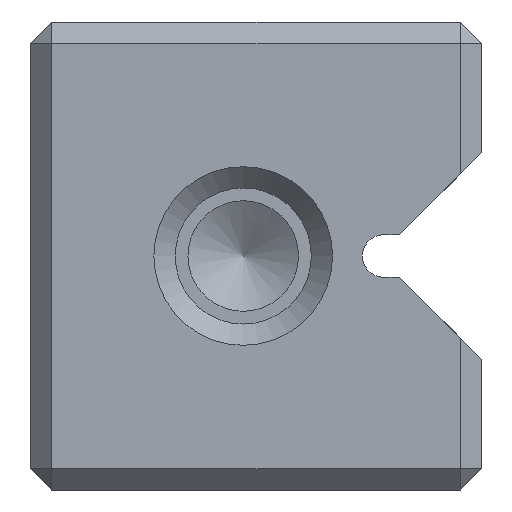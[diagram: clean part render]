
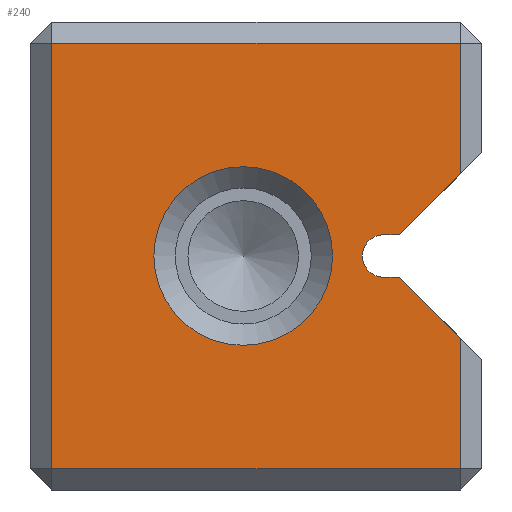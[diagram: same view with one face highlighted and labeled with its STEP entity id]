
A CAD part, left-side view. The second image highlights one B-rep face of the part: STEP entity #240.
In plain terms, the highlighted planar face has unit normal (-1, 0, 0).
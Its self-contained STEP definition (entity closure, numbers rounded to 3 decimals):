
#80=CIRCLE('',#1143,2.1);
#81=CIRCLE('',#1144,0.5);
#135=FACE_BOUND('',#398,.T.);
#136=FACE_BOUND('',#399,.T.);
#240=ADVANCED_FACE('',(#135,#136),#319,.T.);
#319=PLANE('',#1145);
#398=EDGE_LOOP('',(#545));
#399=EDGE_LOOP('',(#546,#547,#548,#549,#550,#551,#552,#553,#554,#555));
#545=ORIENTED_EDGE('',*,*,#887,.T.);
#546=ORIENTED_EDGE('',*,*,#888,.T.);
#547=ORIENTED_EDGE('',*,*,#889,.T.);
#548=ORIENTED_EDGE('',*,*,#890,.F.);
#549=ORIENTED_EDGE('',*,*,#891,.T.);
#550=ORIENTED_EDGE('',*,*,#892,.T.);
#551=ORIENTED_EDGE('',*,*,#893,.F.);
#552=ORIENTED_EDGE('',*,*,#894,.F.);
#553=ORIENTED_EDGE('',*,*,#895,.T.);
#554=ORIENTED_EDGE('',*,*,#896,.T.);
#555=ORIENTED_EDGE('',*,*,#897,.T.);
#793=VERTEX_POINT('',#1647);
#794=VERTEX_POINT('',#1649);
#795=VERTEX_POINT('',#1650);
#796=VERTEX_POINT('',#1652);
#797=VERTEX_POINT('',#1654);
#798=VERTEX_POINT('',#1656);
#799=VERTEX_POINT('',#1658);
#800=VERTEX_POINT('',#1660);
#801=VERTEX_POINT('',#1662);
#802=VERTEX_POINT('',#1664);
#803=VERTEX_POINT('',#1666);
#887=EDGE_CURVE('',#793,#793,#80,.T.);
#888=EDGE_CURVE('',#794,#795,#1004,.T.);
#889=EDGE_CURVE('',#795,#796,#1005,.T.);
#890=EDGE_CURVE('',#797,#796,#1006,.T.);
#891=EDGE_CURVE('',#797,#798,#1007,.T.);
#892=EDGE_CURVE('',#798,#799,#81,.T.);
#893=EDGE_CURVE('',#800,#799,#1008,.T.);
#894=EDGE_CURVE('',#801,#800,#1009,.T.);
#895=EDGE_CURVE('',#801,#802,#1010,.T.);
#896=EDGE_CURVE('',#802,#803,#1011,.T.);
#897=EDGE_CURVE('',#803,#794,#1012,.T.);
#1004=LINE('',#1648,#1074);
#1005=LINE('',#1651,#1075);
#1006=LINE('',#1653,#1076);
#1007=LINE('',#1655,#1077);
#1008=LINE('',#1659,#1078);
#1009=LINE('',#1661,#1079);
#1010=LINE('',#1663,#1080);
#1011=LINE('',#1665,#1081);
#1012=LINE('',#1667,#1082);
#1074=VECTOR('',#1302,1.);
#1075=VECTOR('',#1303,1.);
#1076=VECTOR('',#1304,1.);
#1077=VECTOR('',#1305,1.);
#1078=VECTOR('',#1308,1.);
#1079=VECTOR('',#1309,1.);
#1080=VECTOR('',#1310,1.);
#1081=VECTOR('',#1311,1.);
#1082=VECTOR('',#1312,1.);
#1143=AXIS2_PLACEMENT_3D('',#1646,#1300,#1301);
#1144=AXIS2_PLACEMENT_3D('',#1657,#1306,#1307);
#1145=AXIS2_PLACEMENT_3D('',#1668,#1313,#1314);
#1300=DIRECTION('',(1.,0.,0.));
#1301=DIRECTION('',(0.,0.,1.));
#1302=DIRECTION('',(0.,-1.,0.));
#1303=DIRECTION('',(0.,0.,1.));
#1304=DIRECTION('',(0.,-0.707,-0.707));
#1305=DIRECTION('',(0.,1.,0.));
#1306=DIRECTION('',(1.,0.,0.));
#1307=DIRECTION('',(0.,0.,1.));
#1308=DIRECTION('',(0.,1.,0.));
#1309=DIRECTION('',(0.,0.707,-0.707));
#1310=DIRECTION('',(0.,0.,1.));
#1311=DIRECTION('',(0.,1.,0.));
#1312=DIRECTION('',(0.,0.,-1.));
#1313=DIRECTION('',(-1.,0.,0.));
#1314=DIRECTION('',(0.,0.,1.));
#1646=CARTESIAN_POINT('',(0.,5.6,5.5));
#1647=CARTESIAN_POINT('',(0.,5.6,7.6));
#1648=CARTESIAN_POINT('',(0.,5.3,0.5));
#1649=CARTESIAN_POINT('',(0.,10.1,0.5));
#1650=CARTESIAN_POINT('',(0.,0.5,0.5));
#1651=CARTESIAN_POINT('',(0.,0.5,0.));
#1652=CARTESIAN_POINT('',(0.,0.5,3.572));
#1653=CARTESIAN_POINT('',(0.,1.114,4.186));
#1654=CARTESIAN_POINT('',(0.,1.928,5.));
#1655=CARTESIAN_POINT('',(0.,2.8,5.));
#1656=CARTESIAN_POINT('',(0.,2.3,5.));
#1657=CARTESIAN_POINT('',(0.,2.3,5.5));
#1658=CARTESIAN_POINT('',(0.,2.3,6.));
#1659=CARTESIAN_POINT('',(0.,2.8,6.));
#1660=CARTESIAN_POINT('',(0.,1.928,6.));
#1661=CARTESIAN_POINT('',(0.,6.614,1.314));
#1662=CARTESIAN_POINT('',(0.,0.5,7.428));
#1663=CARTESIAN_POINT('',(0.,0.5,0.));
#1664=CARTESIAN_POINT('',(0.,0.5,10.5));
#1665=CARTESIAN_POINT('',(0.,5.3,10.5));
#1666=CARTESIAN_POINT('',(0.,10.1,10.5));
#1667=CARTESIAN_POINT('',(0.,10.1,0.));
#1668=CARTESIAN_POINT('',(0.,5.3,0.));
